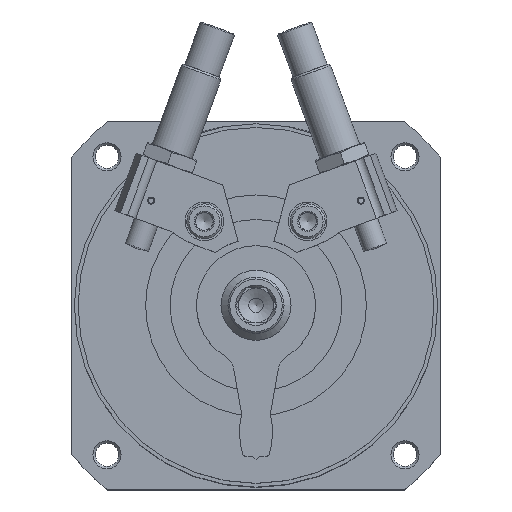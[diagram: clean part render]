
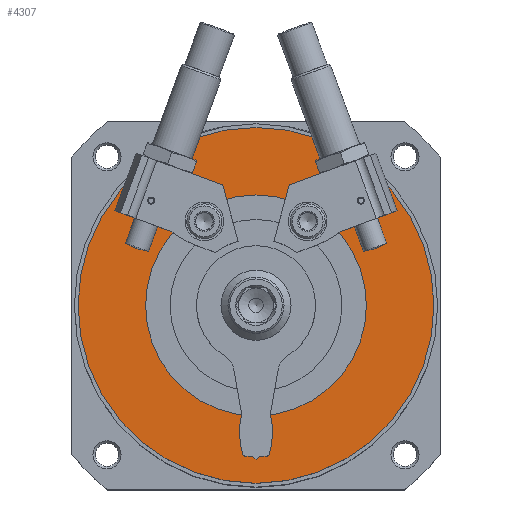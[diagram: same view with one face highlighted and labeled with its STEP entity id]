
A CAD part, top view. The second image highlights one B-rep face of the part: STEP entity #4307.
In plain terms, the highlighted face is planar.
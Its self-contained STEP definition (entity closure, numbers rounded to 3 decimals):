
#167=PLANE('',#4745);
#913=ORIENTED_EDGE('',*,*,#2003,.F.);
#914=ORIENTED_EDGE('',*,*,#2004,.T.);
#2003=EDGE_CURVE('',#2560,#2560,#2977,.T.);
#2004=EDGE_CURVE('',#2561,#2561,#2978,.T.);
#2560=VERTEX_POINT('',#6917);
#2561=VERTEX_POINT('',#6919);
#2977=CIRCLE('',#4746,50.75);
#2978=CIRCLE('',#4747,31.5);
#3283=EDGE_LOOP('',(#913));
#3284=EDGE_LOOP('',(#914));
#3752=FACE_BOUND('',#3283,.T.);
#3753=FACE_BOUND('',#3284,.T.);
#4307=ADVANCED_FACE('',(#3752,#3753),#167,.F.);
#4745=AXIS2_PLACEMENT_3D('',#6915,#5436,#5437);
#4746=AXIS2_PLACEMENT_3D('',#6916,#5438,#5439);
#4747=AXIS2_PLACEMENT_3D('',#6918,#5440,#5441);
#5436=DIRECTION('',(1.,0.,0.));
#5437=DIRECTION('',(0.,0.,-1.));
#5438=DIRECTION('',(1.,0.,0.));
#5439=DIRECTION('',(0.,0.,-1.));
#5440=DIRECTION('',(1.,0.,0.));
#5441=DIRECTION('',(0.,0.,-1.));
#6915=CARTESIAN_POINT('',(-93.,0.,0.));
#6916=CARTESIAN_POINT('',(-93.,0.,0.));
#6917=CARTESIAN_POINT('',(-93.,0.,-50.75));
#6918=CARTESIAN_POINT('',(-93.,0.,0.));
#6919=CARTESIAN_POINT('',(-93.,0.,-31.5));
